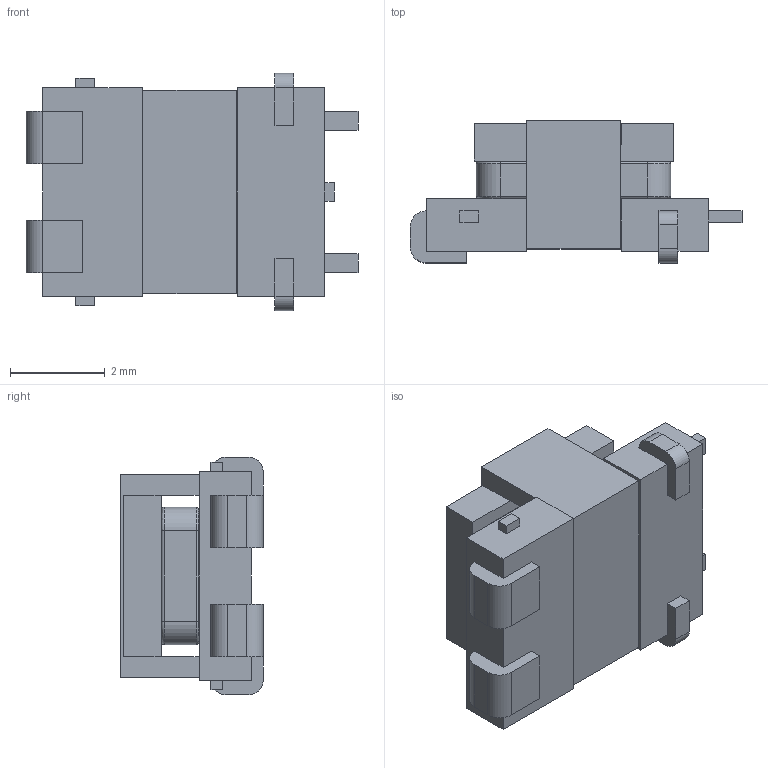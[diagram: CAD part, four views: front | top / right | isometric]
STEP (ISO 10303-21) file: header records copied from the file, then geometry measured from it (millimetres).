
FILE_DESCRIPTION(/* description */ ('Alibre Inc.'),/* implementation_level */ '2;1');
FILE_NAME(/* name */ 'export0',/* time_stamp */ '2016-06-15T13:20:32+08:00',/* author */ (''),/* organization */ (''),/* preprocessor_version */ 'ST-DEVELOPER v14',/* originating_system */ 'Alibre',/* authorisation */ '');
FILE_SCHEMA (('AUTOMOTIVE_DESIGN'));
Length unit declared in the file: millimetre
Bounding box: 7 x 3 x 5 mm (x, y, z)
Volume: 53.8 mm3; surface area: 156.6 mm2
Topology: 1 solids, 2 shells, 201 faces, 521 edges, 335 vertices
Faces by surface type: plane 136, bspline 45, cylinder 20
Entity records: 7427 total; most frequent: CARTESIAN_POINT 2786, ORIENTED_EDGE 1036, DIRECTION 603, EDGE_CURVE 521, VECTOR 347, LINE 347, VERTEX_POINT 335, EDGE_LOOP 217
